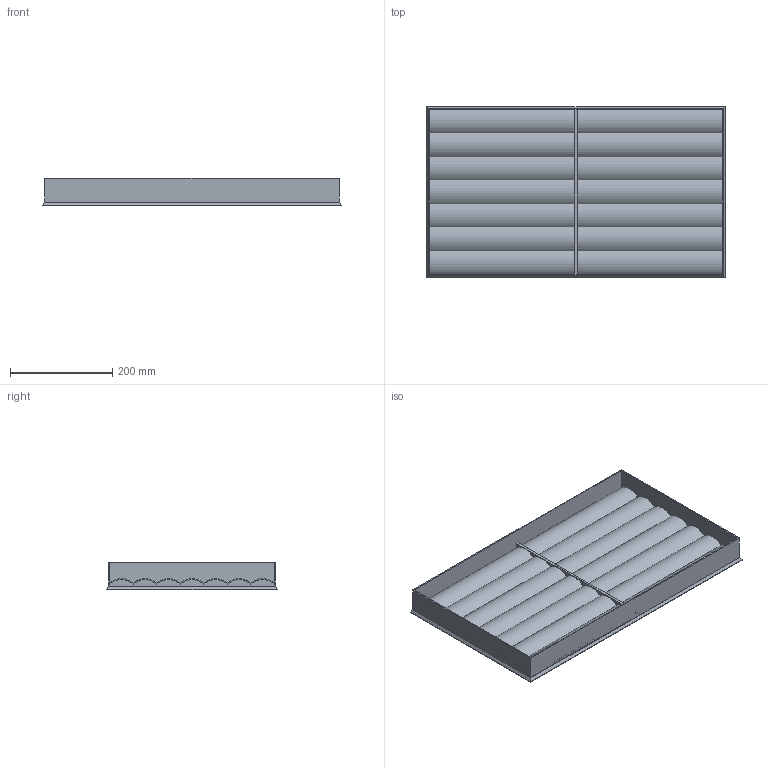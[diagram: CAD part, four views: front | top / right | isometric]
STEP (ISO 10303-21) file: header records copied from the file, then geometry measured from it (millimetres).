
FILE_DESCRIPTION (( 'STEP AP214' ), '1' );
FILE_NAME ('AKP 22.STEP', '2020-05-28T10:10:13', ( '' ), ( '' ), 'SwSTEP 2.0', 'SolidWorks 2017', '' );
FILE_SCHEMA (( 'AUTOMOTIVE_DESIGN' ));
Length unit declared in the file: millimetre
Products named in the file (1): AKP 22
Bounding box: 585 x 335 x 54 mm (x, y, z)
Volume: 716825.6 mm3; surface area: 683229.5 mm2
Topology: 1 solids, 1 shells, 78 faces, 208 edges, 136 vertices
Faces by surface type: plane 42, cylinder 36
Entity records: 2490 total; most frequent: DIRECTION 438, CARTESIAN_POINT 423, ORIENTED_EDGE 416, EDGE_CURVE 208, AXIS2_PLACEMENT_3D 151, VERTEX_POINT 136, LINE 136, VECTOR 136
